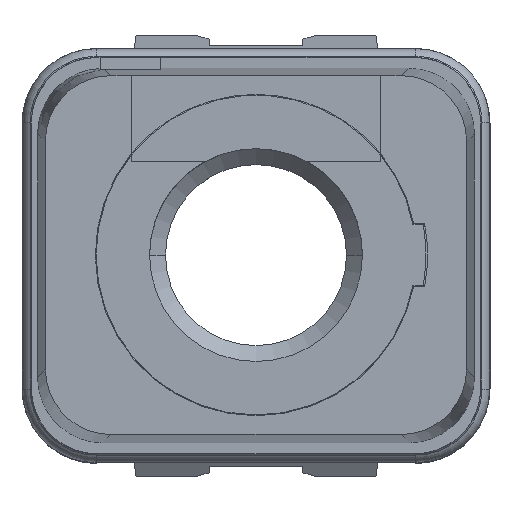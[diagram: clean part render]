
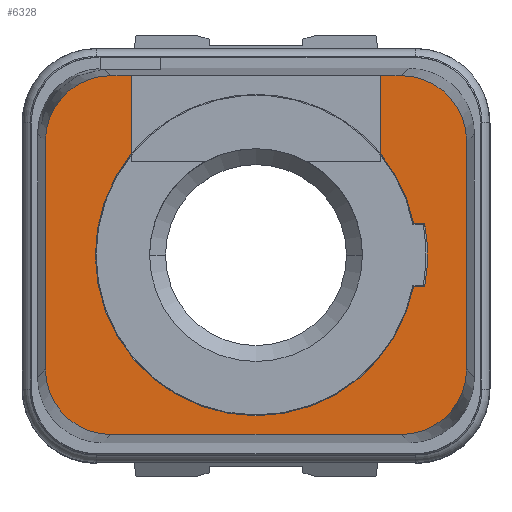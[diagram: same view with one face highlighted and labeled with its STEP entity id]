
A CAD part, top view. The second image highlights one B-rep face of the part: STEP entity #6328.
In plain terms, the highlighted planar face has unit normal (0, 0, 1).
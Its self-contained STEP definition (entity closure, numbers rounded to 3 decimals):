
#109=DIRECTION('',(0.,-1.,0.));
#110=VECTOR('',#109,2.506);
#111=CARTESIAN_POINT('',(-4.,5.75,10.12));
#112=LINE('',#111,#110);
#113=CARTESIAN_POINT('',(0.,0.,10.12));
#114=DIRECTION('',(0.,0.,1.));
#115=DIRECTION('',(-0.777,0.63,0.));
#116=AXIS2_PLACEMENT_3D('',#113,#114,#115);
#118=CARTESIAN_POINT('',(0.,0.,10.12));
#119=DIRECTION('',(0.,0.,1.));
#120=DIRECTION('',(0.,-1.,0.));
#121=AXIS2_PLACEMENT_3D('',#118,#119,#120);
#123=DIRECTION('',(1.,0.,0.));
#124=VECTOR('',#123,0.356);
#125=CARTESIAN_POINT('',(5.052,-1.,10.12));
#126=LINE('',#125,#124);
#127=CARTESIAN_POINT('',(0.,0.,10.12));
#128=DIRECTION('',(0.,0.,1.));
#129=DIRECTION('',(0.983,-0.182,0.));
#130=AXIS2_PLACEMENT_3D('',#127,#128,#129);
#132=DIRECTION('',(-1.,0.,0.));
#133=VECTOR('',#132,0.356);
#134=CARTESIAN_POINT('',(5.408,1.,10.12));
#135=LINE('',#134,#133);
#136=CARTESIAN_POINT('',(0.,0.,10.12));
#137=DIRECTION('',(0.,0.,1.));
#138=DIRECTION('',(0.981,0.194,0.));
#139=AXIS2_PLACEMENT_3D('',#136,#137,#138);
#141=DIRECTION('',(0.,-1.,0.));
#142=VECTOR('',#141,2.506);
#143=CARTESIAN_POINT('',(4.,5.75,10.12));
#144=LINE('',#143,#142);
#145=DIRECTION('',(-1.,0.,0.));
#146=VECTOR('',#145,0.65);
#147=CARTESIAN_POINT('',(4.65,5.75,10.12));
#148=LINE('',#147,#146);
#149=CARTESIAN_POINT('',(4.65,3.65,10.12));
#150=DIRECTION('',(0.,0.,1.));
#151=DIRECTION('',(1.,0.,0.));
#152=AXIS2_PLACEMENT_3D('',#149,#150,#151);
#154=DIRECTION('',(0.,1.,0.));
#155=VECTOR('',#154,7.3);
#156=CARTESIAN_POINT('',(6.75,-3.65,10.12));
#157=LINE('',#156,#155);
#158=CARTESIAN_POINT('',(4.65,-3.65,10.12));
#159=DIRECTION('',(0.,0.,1.));
#160=DIRECTION('',(0.,-1.,0.));
#161=AXIS2_PLACEMENT_3D('',#158,#159,#160);
#163=DIRECTION('',(1.,0.,0.));
#164=VECTOR('',#163,9.3);
#165=CARTESIAN_POINT('',(-4.65,-5.75,10.12));
#166=LINE('',#165,#164);
#167=CARTESIAN_POINT('',(-4.65,-3.65,10.12));
#168=DIRECTION('',(0.,0.,1.));
#169=DIRECTION('',(-1.,0.,0.));
#170=AXIS2_PLACEMENT_3D('',#167,#168,#169);
#172=DIRECTION('',(0.,-1.,0.));
#173=VECTOR('',#172,7.3);
#174=CARTESIAN_POINT('',(-6.75,3.65,10.12));
#175=LINE('',#174,#173);
#176=CARTESIAN_POINT('',(-4.65,3.65,10.12));
#177=DIRECTION('',(0.,0.,1.));
#178=DIRECTION('',(0.,1.,0.));
#179=AXIS2_PLACEMENT_3D('',#176,#177,#178);
#181=DIRECTION('',(-1.,0.,0.));
#182=VECTOR('',#181,0.65);
#183=CARTESIAN_POINT('',(-4.,5.75,10.12));
#184=LINE('',#183,#182);
#5091=CARTESIAN_POINT('',(-6.75,3.65,10.12));
#5092=CARTESIAN_POINT('',(-6.75,-3.65,10.12));
#5093=VERTEX_POINT('',#5091);
#5094=VERTEX_POINT('',#5092);
#5095=CARTESIAN_POINT('',(-4.65,-5.75,10.12));
#5096=VERTEX_POINT('',#5095);
#5097=CARTESIAN_POINT('',(4.65,-5.75,10.12));
#5098=VERTEX_POINT('',#5097);
#5099=CARTESIAN_POINT('',(6.75,-3.65,10.12));
#5100=VERTEX_POINT('',#5099);
#5101=CARTESIAN_POINT('',(6.75,3.65,10.12));
#5102=VERTEX_POINT('',#5101);
#5103=CARTESIAN_POINT('',(4.65,5.75,10.12));
#5104=VERTEX_POINT('',#5103);
#5105=CARTESIAN_POINT('',(-4.65,5.75,10.12));
#5106=VERTEX_POINT('',#5105);
#5357=CARTESIAN_POINT('',(5.052,-1.,10.12));
#5358=CARTESIAN_POINT('',(5.408,-1.,10.12));
#5359=VERTEX_POINT('',#5357);
#5360=VERTEX_POINT('',#5358);
#5361=CARTESIAN_POINT('',(5.408,1.,10.12));
#5362=VERTEX_POINT('',#5361);
#5363=CARTESIAN_POINT('',(5.052,1.,10.12));
#5364=VERTEX_POINT('',#5363);
#5369=CARTESIAN_POINT('',(0.,-5.15,10.12));
#5370=VERTEX_POINT('',#5369);
#6116=CARTESIAN_POINT('',(-4.,5.75,10.12));
#6117=CARTESIAN_POINT('',(-4.,3.244,10.12));
#6118=VERTEX_POINT('',#6116);
#6119=VERTEX_POINT('',#6117);
#6120=CARTESIAN_POINT('',(4.,5.75,10.12));
#6121=CARTESIAN_POINT('',(4.,3.244,10.12));
#6122=VERTEX_POINT('',#6120);
#6123=VERTEX_POINT('',#6121);
#6290=CARTESIAN_POINT('',(0.,0.,10.12));
#6291=DIRECTION('',(0.,0.,1.));
#6292=DIRECTION('',(1.,0.,0.));
#6293=AXIS2_PLACEMENT_3D('',#6290,#6291,#6292);
#6294=PLANE('',#6293);
#6296=ORIENTED_EDGE('',*,*,#6295,.T.);
#6298=ORIENTED_EDGE('',*,*,#6297,.T.);
#6300=ORIENTED_EDGE('',*,*,#6299,.T.);
#6302=ORIENTED_EDGE('',*,*,#6301,.T.);
#6304=ORIENTED_EDGE('',*,*,#6303,.T.);
#6306=ORIENTED_EDGE('',*,*,#6305,.T.);
#6308=ORIENTED_EDGE('',*,*,#6307,.T.);
#6309=ORIENTED_EDGE('',*,*,#6276,.F.);
#6310=ORIENTED_EDGE('',*,*,#6251,.F.);
#6312=ORIENTED_EDGE('',*,*,#6311,.F.);
#6314=ORIENTED_EDGE('',*,*,#6313,.F.);
#6316=ORIENTED_EDGE('',*,*,#6315,.F.);
#6318=ORIENTED_EDGE('',*,*,#6317,.F.);
#6320=ORIENTED_EDGE('',*,*,#6319,.F.);
#6322=ORIENTED_EDGE('',*,*,#6321,.F.);
#6324=ORIENTED_EDGE('',*,*,#6323,.F.);
#6325=ORIENTED_EDGE('',*,*,#6241,.F.);
#6326=EDGE_LOOP('',(#6296,#6298,#6300,#6302,#6304,#6306,#6308,#6309,#6310,#6312,
#6314,#6316,#6318,#6320,#6322,#6324,#6325));
#6327=FACE_OUTER_BOUND('',#6326,.F.);
#6328=ADVANCED_FACE('',(#6327),#6294,.T.);
#117=CIRCLE('',#116,5.15);
#122=CIRCLE('',#121,5.15);
#131=CIRCLE('',#130,5.5);
#140=CIRCLE('',#139,5.15);
#153=CIRCLE('',#152,2.1);
#162=CIRCLE('',#161,2.1);
#171=CIRCLE('',#170,2.1);
#180=CIRCLE('',#179,2.1);
#6241=EDGE_CURVE('',#6118,#5106,#184,.T.);
#6251=EDGE_CURVE('',#5104,#6122,#148,.T.);
#6276=EDGE_CURVE('',#6122,#6123,#144,.T.);
#6295=EDGE_CURVE('',#6118,#6119,#112,.T.);
#6297=EDGE_CURVE('',#6119,#5370,#117,.T.);
#6299=EDGE_CURVE('',#5370,#5359,#122,.T.);
#6301=EDGE_CURVE('',#5359,#5360,#126,.T.);
#6303=EDGE_CURVE('',#5360,#5362,#131,.T.);
#6305=EDGE_CURVE('',#5362,#5364,#135,.T.);
#6307=EDGE_CURVE('',#5364,#6123,#140,.T.);
#6311=EDGE_CURVE('',#5102,#5104,#153,.T.);
#6313=EDGE_CURVE('',#5100,#5102,#157,.T.);
#6315=EDGE_CURVE('',#5098,#5100,#162,.T.);
#6317=EDGE_CURVE('',#5096,#5098,#166,.T.);
#6319=EDGE_CURVE('',#5094,#5096,#171,.T.);
#6321=EDGE_CURVE('',#5093,#5094,#175,.T.);
#6323=EDGE_CURVE('',#5106,#5093,#180,.T.);
